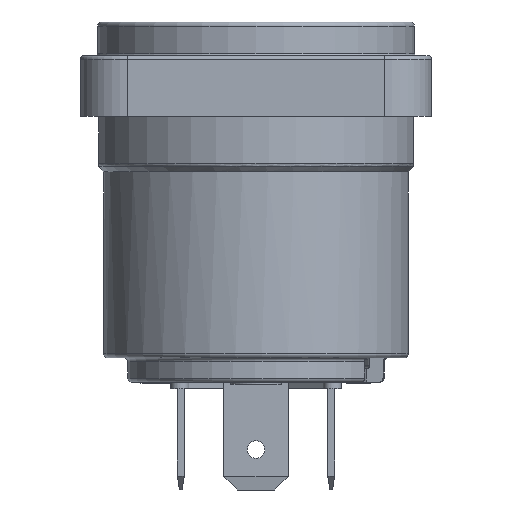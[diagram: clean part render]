
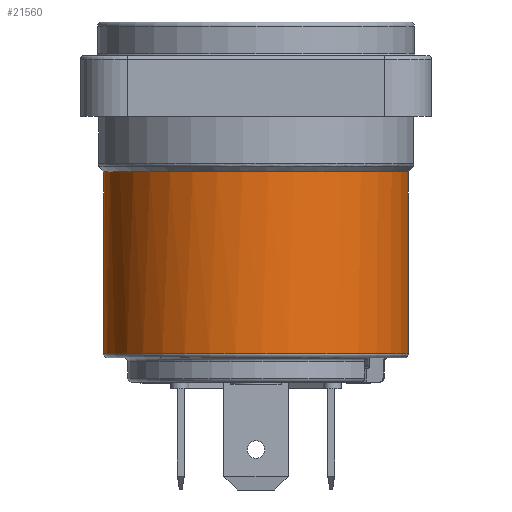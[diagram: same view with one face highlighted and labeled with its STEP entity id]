
A CAD part, front view. The second image highlights one B-rep face of the part: STEP entity #21560.
In plain terms, the highlighted cylindrical face has radius 11.3 mm (diameter 22.6 mm), a full revolution.
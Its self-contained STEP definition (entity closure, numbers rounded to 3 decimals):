
#21526=CARTESIAN_POINT('',(-11.196,1.527,1.1));
#21527=VERTEX_POINT('',#21526);
#21528=CARTESIAN_POINT('',(0.0,0.0,1.1));
#21529=DIRECTION('',(0.0,0.0,-1.0));
#21530=DIRECTION('',(0.991,-0.135,0.0));
#21531=AXIS2_PLACEMENT_3D('',#21528,#21529,#21530);
#21532=CIRCLE('',#21531,11.3);
#21533=EDGE_CURVE('',#21527,#21527,#21532,.T.);
#21541=CARTESIAN_POINT('',(0.0,0.0,8.4));
#21542=DIRECTION('',(0.0,0.0,-1.0));
#21543=DIRECTION('',(0.0,1.0,0.0));
#21544=AXIS2_PLACEMENT_3D('',#21541,#21542,#21543);
#21545=CYLINDRICAL_SURFACE('',#21544,11.3);
#21546=CARTESIAN_POINT('',(0.,-11.3,14.586));
#21547=VERTEX_POINT('',#21546);
#21548=CARTESIAN_POINT('',(0.0,0.0,14.586));
#21549=DIRECTION('',(0.0,0.0,-1.0));
#21550=DIRECTION('',(0.0,1.0,0.0));
#21551=AXIS2_PLACEMENT_3D('',#21548,#21549,#21550);
#21552=CIRCLE('',#21551,11.3);
#21553=EDGE_CURVE('',#21547,#21547,#21552,.T.);
#21554=ORIENTED_EDGE('',*,*,#21553,.T.);
#21555=EDGE_LOOP('',(#21554));
#21556=FACE_OUTER_BOUND('',#21555,.T.);
#21557=ORIENTED_EDGE('',*,*,#21533,.F.);
#21558=EDGE_LOOP('',(#21557));
#21559=FACE_BOUND('',#21558,.T.);
#21560=ADVANCED_FACE('',(#21556,#21559),#21545,.T.);
